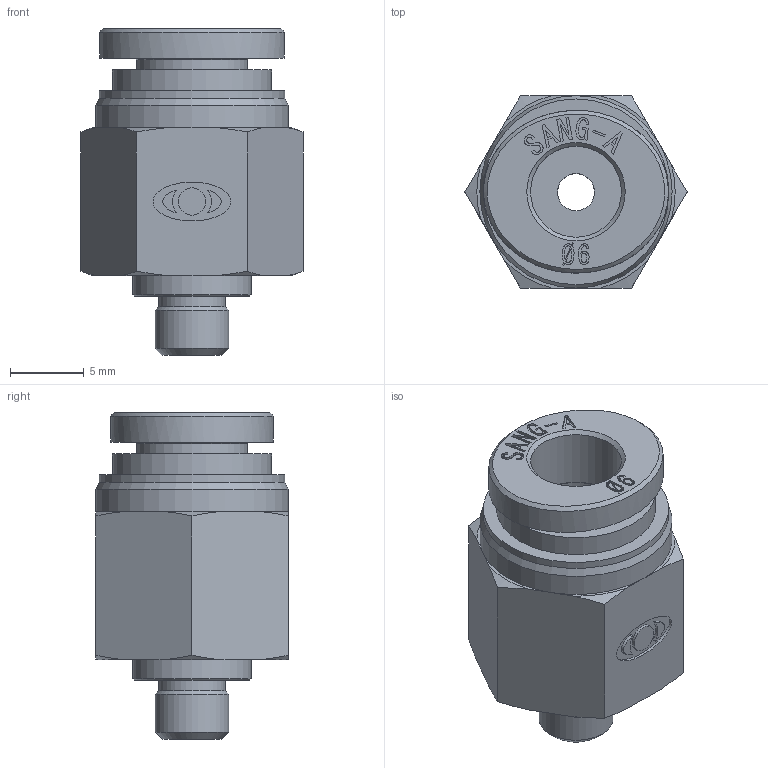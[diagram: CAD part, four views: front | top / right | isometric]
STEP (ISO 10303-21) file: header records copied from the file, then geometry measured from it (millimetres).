
FILE_DESCRIPTION((''),'2;1');
FILE_NAME('F-PC 06M5.stp','2020-11-23T15:49:45',('Administrator'),(''),'Autodesk Inventor 2013','Autodesk Inventor 2013','');
FILE_SCHEMA(('CONFIG_CONTROL_DESIGN'));
Length unit declared in the file: millimetre
Products named in the file (3): 조립품12; F-SLEEVE 06(SUS); F-PC BODY 06M5
Assembly tree (2 placements, depth 2):
  조립품12
    F-SLEEVE 06(SUS)
    F-PC BODY 06M5
Bounding box: 15.01 x 13 x 22.1 mm (x, y, z)
Volume: 1776.5 mm3; surface area: 1694.8 mm2
Topology: 2 solids, 2 shells, 254 faces, 660 edges, 435 vertices
Faces by surface type: plane 125, bspline 95, cone 19, cylinder 14, torus 1
Full cylindrical faces by diameter (mm): 1.841 x1, 2.5 x1, 4.5 x1, 5 x1, 6.15 x1, 6.2 x1, 7 x1, 7.5 x1, 8 x1, 10.75 x1, 12.55 x1, 13 x1
Entity records: 7860 total; most frequent: CARTESIAN_POINT 2309, ORIENTED_EDGE 1270, DIRECTION 815, EDGE_CURVE 635, VERTEX_POINT 432, VECTOR 371, LINE 371, EDGE_LOOP 305
